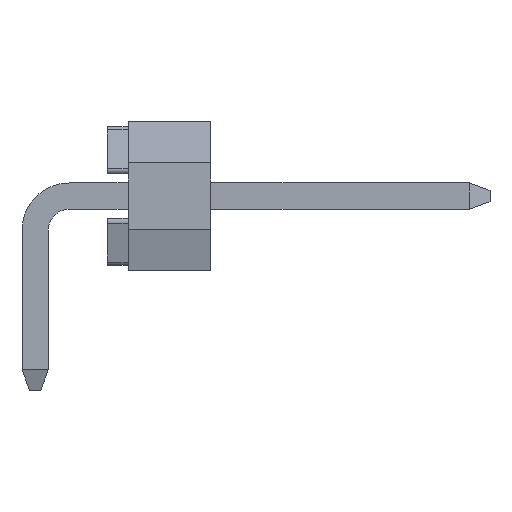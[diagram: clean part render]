
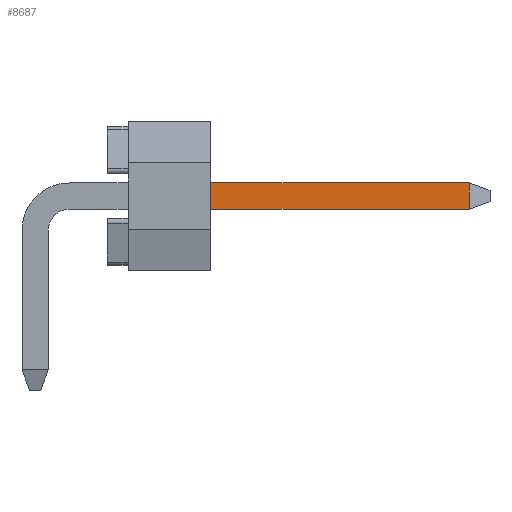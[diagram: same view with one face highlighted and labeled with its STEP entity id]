
A CAD part, left-side view. The second image highlights one B-rep face of the part: STEP entity #8687.
In plain terms, the highlighted planar face has unit normal (-1, 0, 0).
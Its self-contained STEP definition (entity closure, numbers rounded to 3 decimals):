
#1497=DIRECTION('',(0.,0.,1.));
#1498=VECTOR('',#1497,0.635);
#1499=CARTESIAN_POINT('',(-6.668,-1.,-0.318));
#1500=LINE('',#1499,#1498);
#2553=DIRECTION('',(0.,0.,1.));
#2554=VECTOR('',#2553,0.635);
#2555=CARTESIAN_POINT('',(-6.668,-7.25,-0.318));
#2556=LINE('',#2555,#2554);
#2557=DIRECTION('',(0.,1.,0.));
#2558=VECTOR('',#2557,6.25);
#2559=CARTESIAN_POINT('',(-6.668,-7.25,-0.318));
#2560=LINE('',#2559,#2558);
#2561=DIRECTION('',(0.,-1.,0.));
#2562=VECTOR('',#2561,6.25);
#2563=CARTESIAN_POINT('',(-6.668,-1.,0.318));
#2564=LINE('',#2563,#2562);
#5669=CARTESIAN_POINT('',(-6.668,-1.,-0.318));
#5670=CARTESIAN_POINT('',(-6.668,-1.,0.318));
#5671=VERTEX_POINT('',#5669);
#5672=VERTEX_POINT('',#5670);
#5682=CARTESIAN_POINT('',(-6.668,-7.25,-0.318));
#5684=VERTEX_POINT('',#5682);
#5685=CARTESIAN_POINT('',(-6.668,-7.25,0.318));
#5686=VERTEX_POINT('',#5685);
#8673=CARTESIAN_POINT('',(-6.668,0.,0.));
#8674=DIRECTION('',(1.,0.,0.));
#8675=DIRECTION('',(0.,0.,-1.));
#8676=AXIS2_PLACEMENT_3D('',#8673,#8674,#8675);
#8677=PLANE('',#8676);
#8679=ORIENTED_EDGE('',*,*,#8678,.F.);
#8681=ORIENTED_EDGE('',*,*,#8680,.T.);
#8682=ORIENTED_EDGE('',*,*,#6593,.T.);
#8684=ORIENTED_EDGE('',*,*,#8683,.T.);
#8685=EDGE_LOOP('',(#8679,#8681,#8682,#8684));
#8686=FACE_OUTER_BOUND('',#8685,.F.);
#8687=ADVANCED_FACE('',(#8686),#8677,.F.);
#6593=EDGE_CURVE('',#5671,#5672,#1500,.T.);
#8678=EDGE_CURVE('',#5684,#5686,#2556,.T.);
#8680=EDGE_CURVE('',#5684,#5671,#2560,.T.);
#8683=EDGE_CURVE('',#5672,#5686,#2564,.T.);
